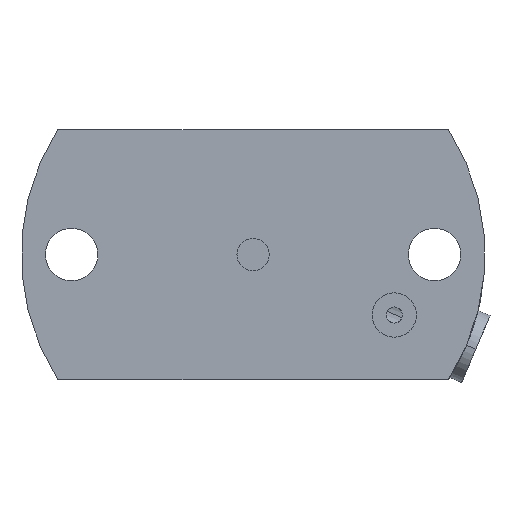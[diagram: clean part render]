
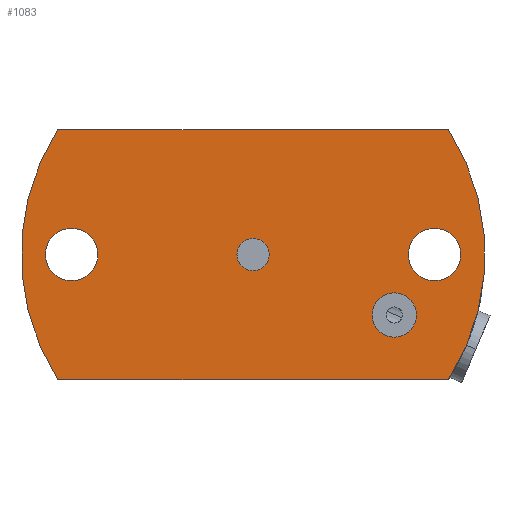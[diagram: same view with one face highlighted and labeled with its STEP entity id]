
A CAD part, front view. The second image highlights one B-rep face of the part: STEP entity #1083.
In plain terms, the highlighted planar face has unit normal (0, -1, 0).
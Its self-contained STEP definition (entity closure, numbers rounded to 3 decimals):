
#200=CARTESIAN_POINT('',(0.,0.,0.));
#201=DIRECTION('',(0.,-1.,0.));
#202=DIRECTION('',(-0.842,0.,0.539));
#203=AXIS2_PLACEMENT_3D('',#200,#201,#202);
#205=DIRECTION('',(-1.,0.,0.));
#206=VECTOR('',#205,96.856);
#207=CARTESIAN_POINT('',(48.428,0.,31.));
#208=LINE('',#207,#206);
#209=CARTESIAN_POINT('',(0.,0.,0.));
#210=DIRECTION('',(0.,-1.,0.));
#211=DIRECTION('',(0.842,0.,-0.539));
#212=AXIS2_PLACEMENT_3D('',#209,#210,#211);
#214=DIRECTION('',(1.,0.,0.));
#215=VECTOR('',#214,96.856);
#216=CARTESIAN_POINT('',(-48.428,0.,-31.));
#217=LINE('',#216,#215);
#218=CARTESIAN_POINT('',(35.,0.,-15.));
#219=DIRECTION('',(0.,1.,0.));
#220=DIRECTION('',(1.,0.,0.));
#221=AXIS2_PLACEMENT_3D('',#218,#219,#220);
#223=CARTESIAN_POINT('',(35.,0.,-15.));
#224=DIRECTION('',(0.,1.,0.));
#225=DIRECTION('',(-1.,0.,0.));
#226=AXIS2_PLACEMENT_3D('',#223,#224,#225);
#228=CARTESIAN_POINT('',(0.,0.,0.));
#229=DIRECTION('',(0.,-1.,0.));
#230=DIRECTION('',(1.,0.,0.));
#231=AXIS2_PLACEMENT_3D('',#228,#229,#230);
#233=CARTESIAN_POINT('',(0.,0.,0.));
#234=DIRECTION('',(0.,-1.,0.));
#235=DIRECTION('',(-1.,0.,0.));
#236=AXIS2_PLACEMENT_3D('',#233,#234,#235);
#238=CARTESIAN_POINT('',(-45.,0.,0.));
#239=DIRECTION('',(0.,1.,0.));
#240=DIRECTION('',(1.,0.,0.));
#241=AXIS2_PLACEMENT_3D('',#238,#239,#240);
#243=CARTESIAN_POINT('',(-45.,0.,0.));
#244=DIRECTION('',(0.,1.,0.));
#245=DIRECTION('',(-1.,0.,0.));
#246=AXIS2_PLACEMENT_3D('',#243,#244,#245);
#248=CARTESIAN_POINT('',(45.,0.,0.));
#249=DIRECTION('',(0.,1.,0.));
#250=DIRECTION('',(1.,0.,0.));
#251=AXIS2_PLACEMENT_3D('',#248,#249,#250);
#253=CARTESIAN_POINT('',(45.,0.,0.));
#254=DIRECTION('',(0.,1.,0.));
#255=DIRECTION('',(-1.,0.,0.));
#256=AXIS2_PLACEMENT_3D('',#253,#254,#255);
#541=CARTESIAN_POINT('',(4.,0.,0.));
#542=CARTESIAN_POINT('',(-4.,0.,0.));
#543=VERTEX_POINT('',#541);
#544=VERTEX_POINT('',#542);
#569=CARTESIAN_POINT('',(-48.428,0.,-31.));
#570=VERTEX_POINT('',#569);
#571=CARTESIAN_POINT('',(48.428,0.,-31.));
#572=VERTEX_POINT('',#571);
#588=CARTESIAN_POINT('',(48.428,0.,31.));
#589=VERTEX_POINT('',#588);
#590=CARTESIAN_POINT('',(-48.428,0.,31.));
#591=VERTEX_POINT('',#590);
#592=CARTESIAN_POINT('',(-38.5,0.,0.));
#593=CARTESIAN_POINT('',(-51.5,0.,0.));
#594=VERTEX_POINT('',#592);
#595=VERTEX_POINT('',#593);
#596=CARTESIAN_POINT('',(51.5,0.,0.));
#597=CARTESIAN_POINT('',(38.5,0.,0.));
#598=VERTEX_POINT('',#596);
#599=VERTEX_POINT('',#597);
#648=CARTESIAN_POINT('',(40.5,0.,-15.));
#650=VERTEX_POINT('',#648);
#654=CARTESIAN_POINT('',(29.5,0.,-15.));
#655=VERTEX_POINT('',#654);
#1047=CARTESIAN_POINT('',(0.,0.,0.));
#1048=DIRECTION('',(0.,1.,0.));
#1049=DIRECTION('',(0.,0.,1.));
#1050=AXIS2_PLACEMENT_3D('',#1047,#1048,#1049);
#1051=PLANE('',#1050);
#1053=ORIENTED_EDGE('',*,*,#1052,.F.);
#1055=ORIENTED_EDGE('',*,*,#1054,.F.);
#1057=ORIENTED_EDGE('',*,*,#1056,.F.);
#1058=ORIENTED_EDGE('',*,*,#928,.F.);
#1059=EDGE_LOOP('',(#1053,#1055,#1057,#1058));
#1060=FACE_OUTER_BOUND('',#1059,.F.);
#1062=ORIENTED_EDGE('',*,*,#1061,.F.);
#1064=ORIENTED_EDGE('',*,*,#1063,.F.);
#1065=EDGE_LOOP('',(#1062,#1064));
#1066=FACE_BOUND('',#1065,.F.);
#1068=ORIENTED_EDGE('',*,*,#1067,.T.);
#1070=ORIENTED_EDGE('',*,*,#1069,.T.);
#1071=EDGE_LOOP('',(#1068,#1070));
#1072=FACE_BOUND('',#1071,.F.);
#1073=ORIENTED_EDGE('',*,*,#1033,.F.);
#1074=ORIENTED_EDGE('',*,*,#1015,.F.);
#1075=EDGE_LOOP('',(#1073,#1074));
#1076=FACE_BOUND('',#1075,.F.);
#1078=ORIENTED_EDGE('',*,*,#1077,.F.);
#1080=ORIENTED_EDGE('',*,*,#1079,.F.);
#1081=EDGE_LOOP('',(#1078,#1080));
#1082=FACE_BOUND('',#1081,.F.);
#204=CIRCLE('',#203,57.5);
#213=CIRCLE('',#212,57.5);
#222=CIRCLE('',#221,5.5);
#227=CIRCLE('',#226,5.5);
#232=CIRCLE('',#231,4.);
#237=CIRCLE('',#236,4.);
#242=CIRCLE('',#241,6.5);
#247=CIRCLE('',#246,6.5);
#252=CIRCLE('',#251,6.5);
#257=CIRCLE('',#256,6.5);
#928=EDGE_CURVE('',#570,#572,#217,.T.);
#1015=EDGE_CURVE('',#595,#594,#247,.T.);
#1033=EDGE_CURVE('',#594,#595,#242,.T.);
#1052=EDGE_CURVE('',#591,#570,#204,.T.);
#1054=EDGE_CURVE('',#589,#591,#208,.T.);
#1056=EDGE_CURVE('',#572,#589,#213,.T.);
#1061=EDGE_CURVE('',#650,#655,#222,.T.);
#1063=EDGE_CURVE('',#655,#650,#227,.T.);
#1067=EDGE_CURVE('',#543,#544,#232,.T.);
#1069=EDGE_CURVE('',#544,#543,#237,.T.);
#1077=EDGE_CURVE('',#598,#599,#252,.T.);
#1079=EDGE_CURVE('',#599,#598,#257,.T.);
#1083=ADVANCED_FACE('',(#1060,#1066,#1072,#1076,#1082),#1051,.F.);
